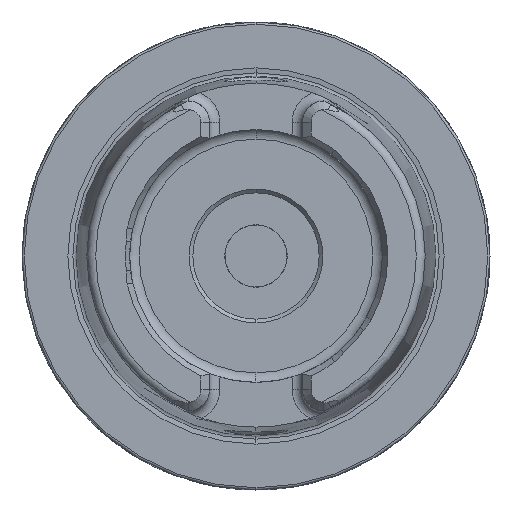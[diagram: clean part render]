
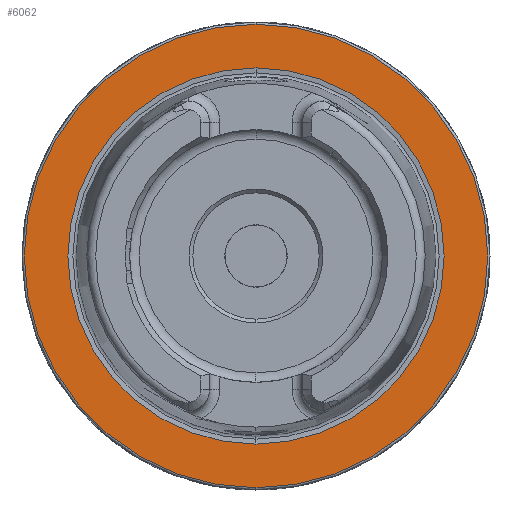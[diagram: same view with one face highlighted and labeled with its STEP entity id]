
A CAD part, left-side view. The second image highlights one B-rep face of the part: STEP entity #6062.
In plain terms, the highlighted planar face has unit normal (-1, 0, 0).
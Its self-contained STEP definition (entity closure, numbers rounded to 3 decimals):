
#1275 = AXIS2_PLACEMENT_3D ( 'NONE', #3362, #3380, #3356 ) ;
#1667 = DIRECTION ( 'NONE',  ( 0., 0., 1. ) ) ;
#1670 = DIRECTION ( 'NONE',  ( -1., 0., 0. ) ) ;
#1671 = CARTESIAN_POINT ( 'NONE',  ( 0., 0., 0. ) ) ;
#1686 = DIRECTION ( 'NONE',  ( 0., 0., 1. ) ) ;
#1687 = DIRECTION ( 'NONE',  ( -1., 0., 0. ) ) ;
#1688 = CARTESIAN_POINT ( 'NONE',  ( 0., 0., 0. ) ) ;
#2562 = EDGE_CURVE ( 'NONE', #11165, #11159, #11409, .T. ) ;
#2566 = EDGE_CURVE ( 'NONE', #11155, #11150, #11414, .T. ) ;
#3356 = DIRECTION ( 'NONE',  ( 0., 0., -1. ) ) ;
#3358 = PLANE ( 'NONE',  #1275 ) ;
#3361 = FACE_BOUND ( 'NONE', #10542, .T. ) ;
#3362 = CARTESIAN_POINT ( 'NONE',  ( 0., 31.2, 0. ) ) ;
#3364 = FACE_OUTER_BOUND ( 'NONE', #10297, .T. ) ;
#3380 = DIRECTION ( 'NONE',  ( 1., 0., 0. ) ) ;
#5262 = DIRECTION ( 'NONE',  ( 0., 0., 1. ) ) ;
#5263 = DIRECTION ( 'NONE',  ( -1., 0., 0. ) ) ;
#5264 = CARTESIAN_POINT ( 'NONE',  ( 0., 0., 0. ) ) ;
#5267 = DIRECTION ( 'NONE',  ( 0., 0., 1. ) ) ;
#5268 = DIRECTION ( 'NONE',  ( -1., 0., 0. ) ) ;
#5269 = CARTESIAN_POINT ( 'NONE',  ( 0., 0., 0. ) ) ;
#5420 = CARTESIAN_POINT ( 'NONE',  ( 0., 0., -31.2 ) ) ;
#5743 = CARTESIAN_POINT ( 'NONE',  ( 0., 0., 25.324 ) ) ;
#5744 = CARTESIAN_POINT ( 'NONE',  ( 0., 0., -25.324 ) ) ;
#6062 = ADVANCED_FACE ( 'NONE', ( #3361, #3364 ), #3358, .F. ) ;
#10297 = EDGE_LOOP ( 'NONE', ( #13055, #13038 ) ) ;
#10542 = EDGE_LOOP ( 'NONE', ( #12903, #13047 ) ) ;
#11150 = VERTEX_POINT ( 'NONE', #5420 ) ;
#11155 = VERTEX_POINT ( 'NONE', #11866 ) ;
#11159 = VERTEX_POINT ( 'NONE', #5743 ) ;
#11165 = VERTEX_POINT ( 'NONE', #5744 ) ;
#11409 = CIRCLE ( 'NONE', #11410, 25.324 ) ;
#11410 = AXIS2_PLACEMENT_3D ( 'NONE', #1688, #1687, #1686 ) ;
#11414 = CIRCLE ( 'NONE', #11417, 31.2 ) ;
#11417 = AXIS2_PLACEMENT_3D ( 'NONE', #1671, #1670, #1667 ) ;
#11866 = CARTESIAN_POINT ( 'NONE',  ( 0., 0., 31.2 ) ) ;
#12648 = EDGE_CURVE ( 'NONE', #11150, #11155, #13220, .T. ) ;
#12651 = EDGE_CURVE ( 'NONE', #11159, #11165, #13218, .T. ) ;
#12903 = ORIENTED_EDGE ( 'NONE', *, *, #12651, .F. ) ;
#13038 = ORIENTED_EDGE ( 'NONE', *, *, #12648, .T. ) ;
#13047 = ORIENTED_EDGE ( 'NONE', *, *, #2562, .F. ) ;
#13055 = ORIENTED_EDGE ( 'NONE', *, *, #2566, .T. ) ;
#13218 = CIRCLE ( 'NONE', #13227, 25.324 ) ;
#13220 = CIRCLE ( 'NONE', #13225, 31.2 ) ;
#13225 = AXIS2_PLACEMENT_3D ( 'NONE', #5269, #5268, #5267 ) ;
#13227 = AXIS2_PLACEMENT_3D ( 'NONE', #5264, #5263, #5262 ) ;
